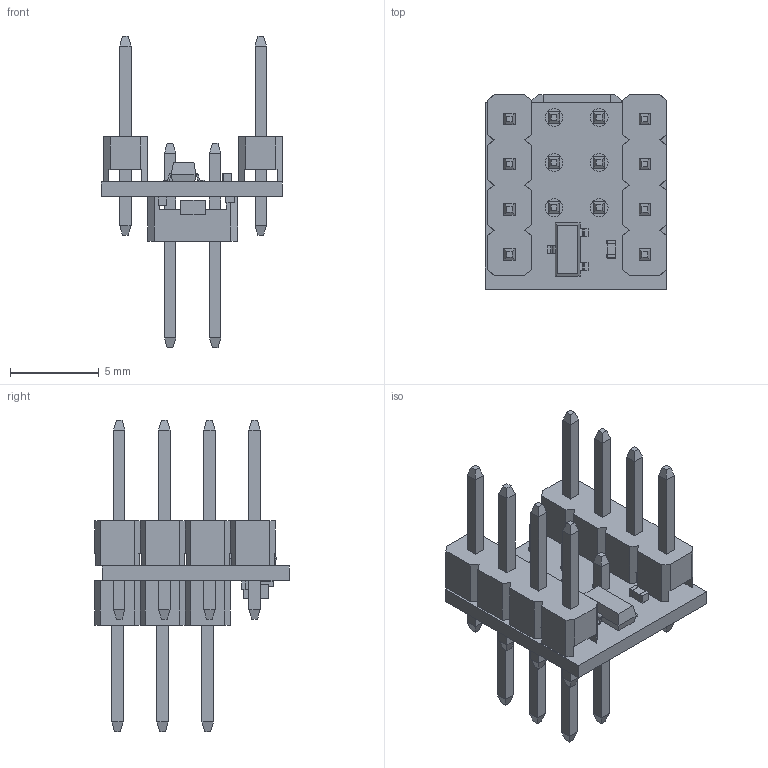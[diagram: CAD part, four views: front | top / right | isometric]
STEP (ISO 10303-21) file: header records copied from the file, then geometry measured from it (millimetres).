
FILE_DESCRIPTION(('Open CASCADE Model'),'2;1');
FILE_NAME('Open CASCADE Shape Model','2015-08-17T19:52:25',('Author'),( 'Open CASCADE'),'Open CASCADE STEP processor 6.5','Open CASCADE 6.5' ,'Unknown');
FILE_SCHEMA(('AUTOMOTIVE_DESIGN { 1 0 10303 214 1 1 1 1 }'));
Length unit declared in the file: millimetre
Products named in the file (17): PCB; Board; J6; pin_header_awl254-dg-g06d; U1; -1999468256; Extruded; J2; pin_header_aw140-eg-g04d; J1; C1; User_Library-SMD_CAPACITOR0402; C2; R1; RESC1005X04N; IC1; SOT-23_Plastic_surface-mounted_package;_3_leads;_3.0x2.5_mm
Assembly tree (18 placements, depth 4):
  PCB
    Board
    J6
      pin_header_awl254-dg-g06d
    U1
      -1999468256
        Extruded
    J2
      pin_header_aw140-eg-g04d
    J1
      pin_header_aw140-eg-g04d
    C1
      User_Library-SMD_CAPACITOR0402
    C2
      User_Library-SMD_CAPACITOR0402
    R1
      RESC1005X04N
    IC1
      SOT-23_Plastic_surface-mounted_package;_3_leads;_3.0x2.5_mm
Bounding box: 10.23 x 10.93 x 17.53 mm (x, y, z)
Volume: 311.2 mm3; surface area: 1022.5 mm2
Topology: 9 solids, 9 shells, 632 faces, 1634 edges, 1035 vertices
Faces by surface type: plane 508, cylinder 92, sphere 16, bspline 16
Full cylindrical faces by diameter (mm): 1 x14
Entity records: 38556 total; most frequent: CARTESIAN_POINT 9143, DIRECTION 3945, LINE 2715, VECTOR 2715, ORIENTED_EDGE 2440, PCURVE 2440, DEFINITIONAL_REPRESENTATION 2440, EDGE_CURVE 1220
